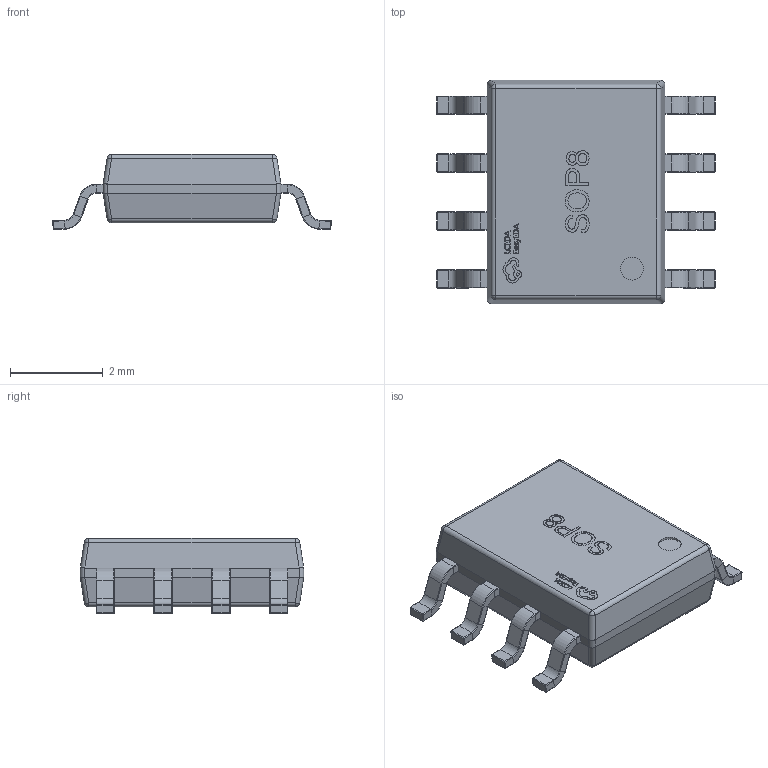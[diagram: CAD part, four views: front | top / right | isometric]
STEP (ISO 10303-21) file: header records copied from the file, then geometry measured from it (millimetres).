
FILE_DESCRIPTION(/* description */ ('Designed by EasyEDA Pro'),/* implementation_level */ '2;1');
FILE_NAME(/* name */ 'SOP-8.step',/* time_stamp */ '2025-03-30T23:28:34+08:00',/* author */ (''),/* organization */ (''),/* preprocessor_version */ 'ST-DEVELOPER v20.1',/* originating_system */ 'Autodesk Translation Framework v14.4.0.0',/* authorisation */ '');
FILE_SCHEMA (('AUTOMOTIVE_DESIGN { 1 0 10303 214 3 1 1 }'));
Length unit declared in the file: millimetre
Products named in the file (4): pKlf-PCBModel; pKlf-Board; pKlf-U1-SOP-8_L4.9-W3.9-P1.27-LS6.0-TL; COMPOUND
Assembly tree (3 placements, depth 3):
  pKlf-PCBModel
    pKlf-Board
    pKlf-U1-SOP-8_L4.9-W3.9-P1.27-LS6.0-TL
      COMPOUND
Bounding box: 6 x 4.82 x 1.62 mm (x, y, z)
Volume: 27 mm3; surface area: 73.4 mm2
Topology: 22 solids, 22 shells, 804 faces, 1888 edges, 1128 vertices
Faces by surface type: plane 353, cylinder 181, bspline 166, torus 64, sphere 40
Full cylindrical faces by diameter (mm): 0.491 x1
Entity records: 27344 total; most frequent: CARTESIAN_POINT 8767, ORIENTED_EDGE 3744, DIRECTION 3444, EDGE_CURVE 1872, AXIS2_PLACEMENT_3D 1177, VERTEX_POINT 1128, LINE 1090, VECTOR 1090
